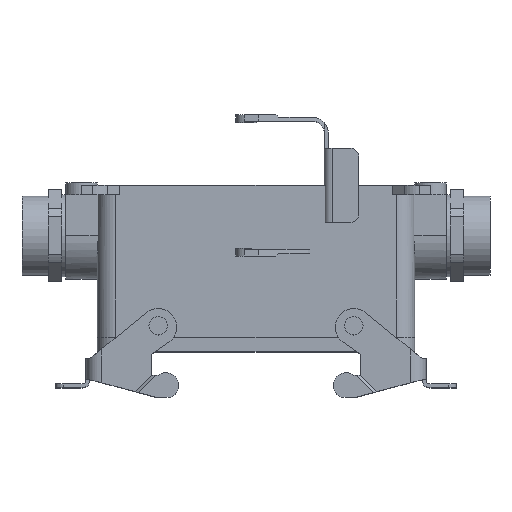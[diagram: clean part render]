
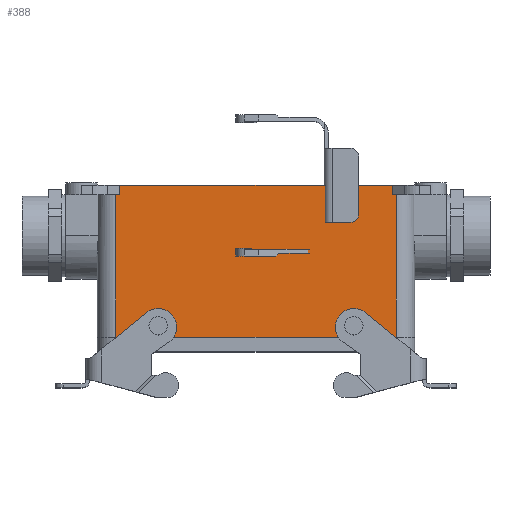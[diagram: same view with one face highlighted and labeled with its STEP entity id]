
A CAD part, top view. The second image highlights one B-rep face of the part: STEP entity #388.
In plain terms, the highlighted planar face has unit normal (0, 0, 1).
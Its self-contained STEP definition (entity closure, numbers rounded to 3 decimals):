
#388 = ADVANCED_FACE( '', ( #946, #947, #948 ), #949, .F. );
#946 = FACE_BOUND( '', #1704, .T. );
#947 = FACE_OUTER_BOUND( '', #1705, .T. );
#948 = FACE_BOUND( '', #1706, .T. );
#949 = PLANE( '', #1707 );
#1704 = EDGE_LOOP( '', ( #2804 ) );
#1705 = EDGE_LOOP( '', ( #2805, #2806, #2807, #2808, #2809, #2810, #2811, #2812 ) );
#1706 = EDGE_LOOP( '', ( #2813 ) );
#1707 = AXIS2_PLACEMENT_3D( '', #2814, #2815, #2816 );
#2804 = ORIENTED_EDGE( '', *, *, #4557, .F. );
#2805 = ORIENTED_EDGE( '', *, *, #4483, .T. );
#2806 = ORIENTED_EDGE( '', *, *, #4558, .F. );
#2807 = ORIENTED_EDGE( '', *, *, #4559, .T. );
#2808 = ORIENTED_EDGE( '', *, *, #4433, .T. );
#2809 = ORIENTED_EDGE( '', *, *, #4560, .F. );
#2810 = ORIENTED_EDGE( '', *, *, #4561, .F. );
#2811 = ORIENTED_EDGE( '', *, *, #4562, .T. );
#2812 = ORIENTED_EDGE( '', *, *, #4563, .T. );
#2813 = ORIENTED_EDGE( '', *, *, #4429, .F. );
#2814 = CARTESIAN_POINT( '', ( 0., -3.5, 21.5 ) );
#2815 = DIRECTION( '', ( 0., 0., -1. ) );
#2816 = DIRECTION( '', ( -1., 0., 0. ) );
#4429 = EDGE_CURVE( '', #5344, #5344, #5345, .F. );
#4433 = EDGE_CURVE( '', #5352, #5350, #5353, .T. );
#4483 = EDGE_CURVE( '', #5440, #5438, #5441, .T. );
#4557 = EDGE_CURVE( '', #5560, #5560, #5561, .F. );
#4558 = EDGE_CURVE( '', #5562, #5438, #5563, .T. );
#4559 = EDGE_CURVE( '', #5562, #5352, #5564, .T. );
#4560 = EDGE_CURVE( '', #5565, #5350, #5566, .T. );
#4561 = EDGE_CURVE( '', #5567, #5565, #5568, .T. );
#4562 = EDGE_CURVE( '', #5567, #5569, #5570, .T. );
#4563 = EDGE_CURVE( '', #5569, #5440, #5571, .T. );
#5344 = VERTEX_POINT( '', #6613 );
#5345 = CIRCLE( '', #6614, 2.45 );
#5350 = VERTEX_POINT( '', #6620 );
#5352 = VERTEX_POINT( '', #6622 );
#5353 = LINE( '', #6623, #6624 );
#5438 = VERTEX_POINT( '', #6745 );
#5440 = VERTEX_POINT( '', #6748 );
#5441 = LINE( '', #6749, #6750 );
#5560 = VERTEX_POINT( '', #7001 );
#5561 = CIRCLE( '', #7002, 2.45 );
#5562 = VERTEX_POINT( '', #7003 );
#5563 = LINE( '', #7004, #7005 );
#5564 = LINE( '', #7006, #7007 );
#5565 = VERTEX_POINT( '', #7008 );
#5566 = LINE( '', #7009, #7010 );
#5567 = VERTEX_POINT( '', #7011 );
#5568 = LINE( '', #7012, #7013 );
#5569 = VERTEX_POINT( '', #7014 );
#5570 = LINE( '', #7015, #7016 );
#5571 = LINE( '', #7017, #7018 );
#6613 = CARTESIAN_POINT( '', ( -39.45, -53.101, 21.5 ) );
#6614 = AXIS2_PLACEMENT_3D( '', #8087, #8088, #8089 );
#6620 = CARTESIAN_POINT( '', ( -53., -57.4, 21.5 ) );
#6622 = CARTESIAN_POINT( '', ( -53., -3.5, 21.5 ) );
#6623 = CARTESIAN_POINT( '', ( -53., 108.116, 21.5 ) );
#6624 = VECTOR( '', #8094, 1000. );
#6745 = CARTESIAN_POINT( '', ( -51.486, 0., 21.5 ) );
#6748 = CARTESIAN_POINT( '', ( 51.486, 0., 21.5 ) );
#6749 = CARTESIAN_POINT( '', ( 0., 0., 21.5 ) );
#6750 = VECTOR( '', #8166, 1000. );
#7001 = CARTESIAN_POINT( '', ( 34.55, -53.101, 21.5 ) );
#7002 = AXIS2_PLACEMENT_3D( '', #8270, #8271, #8272 );
#7003 = CARTESIAN_POINT( '', ( -51.486, -3.5, 21.5 ) );
#7004 = CARTESIAN_POINT( '', ( -51.486, -3.5, 21.5 ) );
#7005 = VECTOR( '', #8273, 1000. );
#7006 = CARTESIAN_POINT( '', ( -61.8, -3.5, 21.5 ) );
#7007 = VECTOR( '', #8274, 1000. );
#7008 = CARTESIAN_POINT( '', ( 53., -57.4, 21.5 ) );
#7009 = CARTESIAN_POINT( '', ( -53., -57.4, 21.5 ) );
#7010 = VECTOR( '', #8275, 1000. );
#7011 = CARTESIAN_POINT( '', ( 53., -3.5, 21.5 ) );
#7012 = CARTESIAN_POINT( '', ( 53., 108.116, 21.5 ) );
#7013 = VECTOR( '', #8276, 1000. );
#7014 = CARTESIAN_POINT( '', ( 51.486, -3.5, 21.5 ) );
#7015 = CARTESIAN_POINT( '', ( -61.8, -3.5, 21.5 ) );
#7016 = VECTOR( '', #8277, 1000. );
#7017 = CARTESIAN_POINT( '', ( 51.486, -3.5, 21.5 ) );
#7018 = VECTOR( '', #8278, 1000. );
#8087 = CARTESIAN_POINT( '', ( -37., -53.101, 21.5 ) );
#8088 = DIRECTION( '', ( 0., 0., -1. ) );
#8089 = DIRECTION( '', ( -1., 0., 0. ) );
#8094 = DIRECTION( '', ( 0., -1., 0. ) );
#8166 = DIRECTION( '', ( -1., 0., 0. ) );
#8270 = CARTESIAN_POINT( '', ( 37., -53.101, 21.5 ) );
#8271 = DIRECTION( '', ( 0., 0., -1. ) );
#8272 = DIRECTION( '', ( -1., 0., 0. ) );
#8273 = DIRECTION( '', ( 0., 1., 0. ) );
#8274 = DIRECTION( '', ( -1., 0., 0. ) );
#8275 = DIRECTION( '', ( -1., 0., 0. ) );
#8276 = DIRECTION( '', ( 0., -1., 0. ) );
#8277 = DIRECTION( '', ( -1., 0., 0. ) );
#8278 = DIRECTION( '', ( 0., 1., 0. ) );
